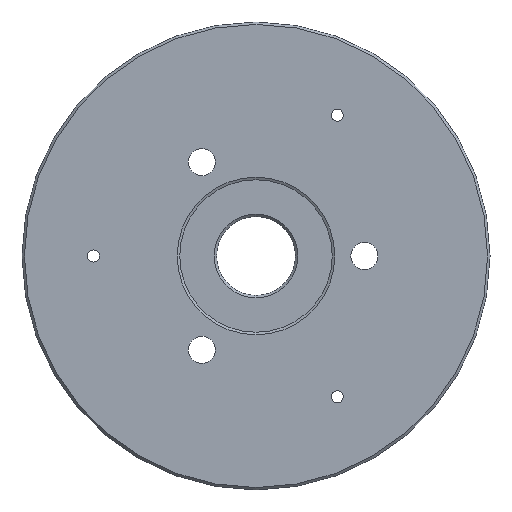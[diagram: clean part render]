
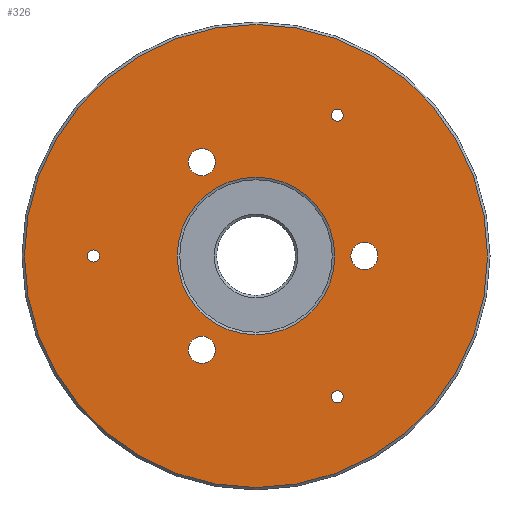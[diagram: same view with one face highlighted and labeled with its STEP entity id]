
A CAD part, left-side view. The second image highlights one B-rep face of the part: STEP entity #326.
In plain terms, the highlighted planar face has unit normal (-1, 0, 0).
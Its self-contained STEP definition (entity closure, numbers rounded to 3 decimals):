
#28=PLANE('',#365);
#41=FACE_BOUND('',#111,.T.);
#42=FACE_BOUND('',#112,.T.);
#43=FACE_BOUND('',#113,.T.);
#44=FACE_BOUND('',#114,.T.);
#45=FACE_BOUND('',#115,.T.);
#46=FACE_BOUND('',#116,.T.);
#47=FACE_BOUND('',#117,.T.);
#48=FACE_BOUND('',#118,.T.);
#111=EDGE_LOOP('',(#266));
#112=EDGE_LOOP('',(#267));
#113=EDGE_LOOP('',(#268));
#114=EDGE_LOOP('',(#269));
#115=EDGE_LOOP('',(#270));
#116=EDGE_LOOP('',(#271));
#117=EDGE_LOOP('',(#272));
#118=EDGE_LOOP('',(#273));
#165=CIRCLE('',#361,47.);
#168=CIRCLE('',#366,16.);
#169=CIRCLE('',#367,1.23);
#170=CIRCLE('',#368,1.23);
#171=CIRCLE('',#369,1.23);
#172=CIRCLE('',#370,2.75);
#173=CIRCLE('',#371,2.75);
#174=CIRCLE('',#372,2.75);
#196=VERTEX_POINT('',#540);
#199=VERTEX_POINT('',#548);
#200=VERTEX_POINT('',#550);
#201=VERTEX_POINT('',#552);
#202=VERTEX_POINT('',#554);
#203=VERTEX_POINT('',#556);
#204=VERTEX_POINT('',#558);
#205=VERTEX_POINT('',#560);
#227=EDGE_CURVE('',#196,#196,#165,.T.);
#230=EDGE_CURVE('',#199,#199,#168,.T.);
#231=EDGE_CURVE('',#200,#200,#169,.T.);
#232=EDGE_CURVE('',#201,#201,#170,.T.);
#233=EDGE_CURVE('',#202,#202,#171,.T.);
#234=EDGE_CURVE('',#203,#203,#172,.T.);
#235=EDGE_CURVE('',#204,#204,#173,.T.);
#236=EDGE_CURVE('',#205,#205,#174,.T.);
#266=ORIENTED_EDGE('',*,*,#230,.T.);
#267=ORIENTED_EDGE('',*,*,#231,.T.);
#268=ORIENTED_EDGE('',*,*,#232,.T.);
#269=ORIENTED_EDGE('',*,*,#233,.T.);
#270=ORIENTED_EDGE('',*,*,#234,.T.);
#271=ORIENTED_EDGE('',*,*,#235,.T.);
#272=ORIENTED_EDGE('',*,*,#236,.T.);
#273=ORIENTED_EDGE('',*,*,#227,.F.);
#326=ADVANCED_FACE('',(#41,#42,#43,#44,#45,#46,#47,#48),#28,.T.);
#361=AXIS2_PLACEMENT_3D('',#541,#434,#435);
#365=AXIS2_PLACEMENT_3D('',#547,#442,#443);
#366=AXIS2_PLACEMENT_3D('',#549,#444,#445);
#367=AXIS2_PLACEMENT_3D('',#551,#446,#447);
#368=AXIS2_PLACEMENT_3D('',#553,#448,#449);
#369=AXIS2_PLACEMENT_3D('',#555,#450,#451);
#370=AXIS2_PLACEMENT_3D('',#557,#452,#453);
#371=AXIS2_PLACEMENT_3D('',#559,#454,#455);
#372=AXIS2_PLACEMENT_3D('',#561,#456,#457);
#434=DIRECTION('center_axis',(1.,0.,0.));
#435=DIRECTION('ref_axis',(0.,-1.,0.));
#442=DIRECTION('center_axis',(-1.,0.,0.));
#443=DIRECTION('ref_axis',(0.,0.,1.));
#444=DIRECTION('center_axis',(1.,0.,0.));
#445=DIRECTION('ref_axis',(0.,0.,-1.));
#446=DIRECTION('center_axis',(1.,0.,0.));
#447=DIRECTION('ref_axis',(0.,0.,-1.));
#448=DIRECTION('center_axis',(1.,0.,0.));
#449=DIRECTION('ref_axis',(0.,0.866,0.5));
#450=DIRECTION('center_axis',(1.,0.,0.));
#451=DIRECTION('ref_axis',(0.,-0.866,0.5));
#452=DIRECTION('center_axis',(1.,0.,0.));
#453=DIRECTION('ref_axis',(0.,0.,-1.));
#454=DIRECTION('center_axis',(1.,0.,0.));
#455=DIRECTION('ref_axis',(0.,0.866,0.5));
#456=DIRECTION('center_axis',(1.,0.,0.));
#457=DIRECTION('ref_axis',(0.,-0.866,0.5));
#540=CARTESIAN_POINT('',(-13.137,43.619,0.));
#541=CARTESIAN_POINT('Origin',(-13.137,-3.381,0.));
#547=CARTESIAN_POINT('Origin',(-13.137,44.119,0.));
#548=CARTESIAN_POINT('',(-13.137,12.619,0.));
#549=CARTESIAN_POINT('Origin',(-13.137,-3.381,0.));
#550=CARTESIAN_POINT('',(-13.137,29.619,1.23));
#551=CARTESIAN_POINT('Origin',(-13.137,29.619,0.));
#552=CARTESIAN_POINT('',(-13.137,-20.946,27.964));
#553=CARTESIAN_POINT('Origin',(-13.137,-19.881,28.579));
#554=CARTESIAN_POINT('',(-13.137,-18.816,-29.194));
#555=CARTESIAN_POINT('Origin',(-13.137,-19.881,-28.579));
#556=CARTESIAN_POINT('',(-13.137,-25.381,2.75));
#557=CARTESIAN_POINT('Origin',(-13.137,-25.381,0.));
#558=CARTESIAN_POINT('',(-13.137,5.237,-20.428));
#559=CARTESIAN_POINT('Origin',(-13.137,7.619,-19.053));
#560=CARTESIAN_POINT('',(-13.137,10.,17.678));
#561=CARTESIAN_POINT('Origin',(-13.137,7.619,19.053));
